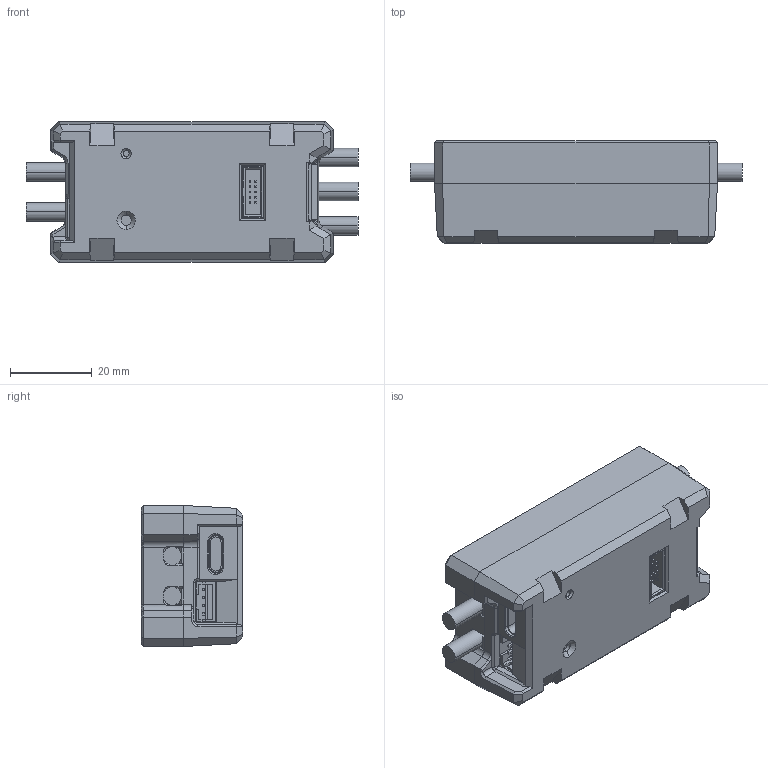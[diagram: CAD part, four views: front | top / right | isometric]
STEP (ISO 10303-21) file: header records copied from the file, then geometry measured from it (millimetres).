
FILE_DESCRIPTION(('FreeCAD Model'),'2;1');
FILE_NAME('Open CASCADE Shape Model','2025-05-14T09:26:11',('Author'),( ''),'Open CASCADE STEP processor 7.7','FreeCAD','Unknown');
FILE_SCHEMA(('AUTOMOTIVE_DESIGN { 1 0 10303 214 1 1 1 1 }'));
Length unit declared in the file: millimetre
Products named in the file (18): REV-11-2176; REV-11-2158; REV-11-2159; REV-11-2160; REV-11-2161; REV-11-2162; REV-11-2163; REV-11-2164; REV-11-2165; REV-11-2166; REV-11-2167; REV-11-2168; REV-11-2169; REV-11-2171; REV-11-2172; REV-11-2173; REV-11-2174; REV-11-2175
Assembly tree (17 placements, depth 2):
  REV-11-2176
    REV-11-2158
    REV-11-2159
    REV-11-2160
    REV-11-2161
    REV-11-2162
    REV-11-2163
    REV-11-2164
    REV-11-2165
    REV-11-2166
    REV-11-2167
    REV-11-2168
    REV-11-2169
    REV-11-2171
    REV-11-2172
    REV-11-2173
    REV-11-2174
    REV-11-2175
Bounding box: 81.25 x 24.95 x 34.5 mm (x, y, z)
Volume: 26338.1 mm3; surface area: 26269.1 mm2
Topology: 17 solids, 17 shells, 1106 faces, 2829 edges, 1778 vertices
Faces by surface type: plane 828, cylinder 145, cone 64, bspline 47, torus 22
Entity records: 35513 total; most frequent: CARTESIAN_POINT 8686, ORIENTED_EDGE 5618, DIRECTION 5164, EDGE_CURVE 2809, LINE 2204, VECTOR 2204, VERTEX_POINT 1778, AXIS2_PLACEMENT_3D 1480
